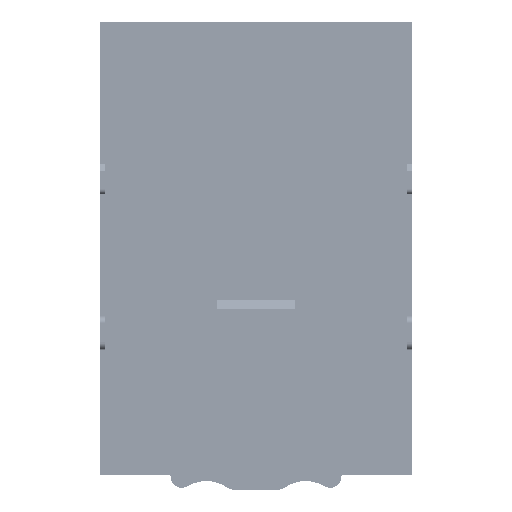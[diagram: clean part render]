
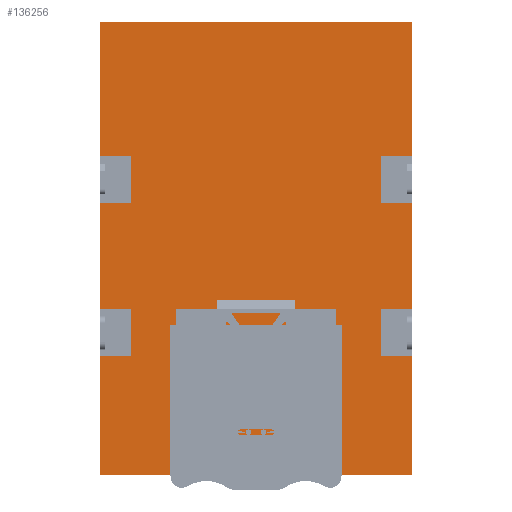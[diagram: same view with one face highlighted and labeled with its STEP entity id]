
A CAD part, left-side view. The second image highlights one B-rep face of the part: STEP entity #136256.
In plain terms, the highlighted planar face has unit normal (-1, 0, 0).
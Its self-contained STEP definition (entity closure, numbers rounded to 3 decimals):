
#16535=CARTESIAN_POINT('',(-99.8,86.3,125.2));
#16536=VERTEX_POINT('',#16535);
#16543=CARTESIAN_POINT('',(-99.8,0.0,125.2));
#16544=VERTEX_POINT('',#16543);
#16545=CARTESIAN_POINT('',(-99.8,0.0,125.2));
#16546=DIRECTION('',(0.0,1.0,0.0));
#16547=VECTOR('',#16546,86.3);
#16548=LINE('',#16545,#16547);
#16549=EDGE_CURVE('',#16544,#16536,#16548,.T.);
#121584=CARTESIAN_POINT('',(-99.8,0.0,0.0));
#121585=VERTEX_POINT('',#121584);
#121592=CARTESIAN_POINT('',(-99.8,86.3,0.0));
#121593=VERTEX_POINT('',#121592);
#121594=CARTESIAN_POINT('',(-99.8,0.0,0.0));
#121595=DIRECTION('',(0.0,1.0,0.0));
#121596=VECTOR('',#121595,86.3);
#121597=LINE('',#121594,#121596);
#121598=EDGE_CURVE('',#121585,#121593,#121597,.T.);
#135159=CARTESIAN_POINT('',(-99.8,86.3,88.2));
#135160=VERTEX_POINT('',#135159);
#135167=CARTESIAN_POINT('',(-99.8,86.3,88.2));
#135168=DIRECTION('',(0.0,0.0,1.0));
#135169=VECTOR('',#135168,37.);
#135170=LINE('',#135167,#135169);
#135171=EDGE_CURVE('',#135160,#16536,#135170,.T.);
#135208=CARTESIAN_POINT('',(-99.8,86.3,32.75));
#135209=VERTEX_POINT('',#135208);
#135210=CARTESIAN_POINT('',(-99.8,86.3,0.0));
#135211=DIRECTION('',(0.0,0.0,1.0));
#135212=VECTOR('',#135211,32.75);
#135213=LINE('',#135210,#135212);
#135214=EDGE_CURVE('',#121593,#135209,#135213,.T.);
#135282=CARTESIAN_POINT('',(-99.8,86.3,45.75));
#135283=VERTEX_POINT('',#135282);
#135290=CARTESIAN_POINT('',(-99.8,86.3,75.2));
#135291=VERTEX_POINT('',#135290);
#135292=CARTESIAN_POINT('',(-99.8,86.3,45.75));
#135293=DIRECTION('',(0.0,0.0,1.0));
#135294=VECTOR('',#135293,29.45);
#135295=LINE('',#135292,#135294);
#135296=EDGE_CURVE('',#135283,#135291,#135295,.T.);
#135559=CARTESIAN_POINT('',(-99.8,0.0,75.2));
#135560=VERTEX_POINT('',#135559);
#135567=CARTESIAN_POINT('',(-99.8,0.0,45.75));
#135568=VERTEX_POINT('',#135567);
#135569=CARTESIAN_POINT('',(-99.8,0.0,45.75));
#135570=DIRECTION('',(0.0,0.0,1.0));
#135571=VECTOR('',#135570,29.45);
#135572=LINE('',#135569,#135571);
#135573=EDGE_CURVE('',#135568,#135560,#135572,.T.);
#135641=CARTESIAN_POINT('',(-99.8,0.0,32.75));
#135642=VERTEX_POINT('',#135641);
#135649=CARTESIAN_POINT('',(-99.8,0.0,0.0));
#135650=DIRECTION('',(0.0,0.0,1.0));
#135651=VECTOR('',#135650,32.75);
#135652=LINE('',#135649,#135651);
#135653=EDGE_CURVE('',#121585,#135642,#135652,.T.);
#135690=CARTESIAN_POINT('',(-99.8,0.0,88.2));
#135691=VERTEX_POINT('',#135690);
#135692=CARTESIAN_POINT('',(-99.8,0.0,88.2));
#135693=DIRECTION('',(0.0,0.0,1.0));
#135694=VECTOR('',#135693,37.);
#135695=LINE('',#135692,#135694);
#135696=EDGE_CURVE('',#135691,#16544,#135695,.T.);
#136131=CARTESIAN_POINT('',(-99.8,0.0,0.0));
#136132=DIRECTION('',(-1.0,0.0,0.0));
#136133=DIRECTION('',(0.0,0.0,1.0));
#136134=AXIS2_PLACEMENT_3D('',#136131,#136132,#136133);
#136135=PLANE('',#136134);
#136136=CARTESIAN_POINT('',(-99.8,77.8,88.2));
#136137=VERTEX_POINT('',#136136);
#136138=CARTESIAN_POINT('',(-99.8,86.3,88.2));
#136139=DIRECTION('',(0.0,-1.0,0.0));
#136140=VECTOR('',#136139,8.5);
#136141=LINE('',#136138,#136140);
#136142=EDGE_CURVE('',#135160,#136137,#136141,.T.);
#136143=ORIENTED_EDGE('',*,*,#136142,.T.);
#136144=CARTESIAN_POINT('',(-99.8,77.8,75.2));
#136145=VERTEX_POINT('',#136144);
#136146=CARTESIAN_POINT('',(-99.8,77.8,88.2));
#136147=DIRECTION('',(0.0,0.0,-1.0));
#136148=VECTOR('',#136147,13.);
#136149=LINE('',#136146,#136148);
#136150=EDGE_CURVE('',#136137,#136145,#136149,.T.);
#136151=ORIENTED_EDGE('',*,*,#136150,.T.);
#136152=CARTESIAN_POINT('',(-99.8,77.8,75.2));
#136153=DIRECTION('',(0.0,1.0,0.0));
#136154=VECTOR('',#136153,8.5);
#136155=LINE('',#136152,#136154);
#136156=EDGE_CURVE('',#136145,#135291,#136155,.T.);
#136157=ORIENTED_EDGE('',*,*,#136156,.T.);
#136158=ORIENTED_EDGE('',*,*,#135296,.F.);
#136159=CARTESIAN_POINT('',(-99.8,77.8,45.75));
#136160=VERTEX_POINT('',#136159);
#136161=CARTESIAN_POINT('',(-99.8,86.3,45.75));
#136162=DIRECTION('',(0.0,-1.0,0.0));
#136163=VECTOR('',#136162,8.5);
#136164=LINE('',#136161,#136163);
#136165=EDGE_CURVE('',#135283,#136160,#136164,.T.);
#136166=ORIENTED_EDGE('',*,*,#136165,.T.);
#136167=CARTESIAN_POINT('',(-99.8,77.8,32.75));
#136168=VERTEX_POINT('',#136167);
#136169=CARTESIAN_POINT('',(-99.8,77.8,45.75));
#136170=DIRECTION('',(0.0,0.0,-1.0));
#136171=VECTOR('',#136170,13.0);
#136172=LINE('',#136169,#136171);
#136173=EDGE_CURVE('',#136160,#136168,#136172,.T.);
#136174=ORIENTED_EDGE('',*,*,#136173,.T.);
#136175=CARTESIAN_POINT('',(-99.8,77.8,32.75));
#136176=DIRECTION('',(0.0,1.0,0.0));
#136177=VECTOR('',#136176,8.5);
#136178=LINE('',#136175,#136177);
#136179=EDGE_CURVE('',#136168,#135209,#136178,.T.);
#136180=ORIENTED_EDGE('',*,*,#136179,.T.);
#136181=ORIENTED_EDGE('',*,*,#135214,.F.);
#136182=ORIENTED_EDGE('',*,*,#121598,.F.);
#136183=ORIENTED_EDGE('',*,*,#135653,.T.);
#136184=CARTESIAN_POINT('',(-99.8,8.5,32.75));
#136185=VERTEX_POINT('',#136184);
#136186=CARTESIAN_POINT('',(-99.8,0.0,32.75));
#136187=DIRECTION('',(0.0,1.0,0.0));
#136188=VECTOR('',#136187,8.5);
#136189=LINE('',#136186,#136188);
#136190=EDGE_CURVE('',#135642,#136185,#136189,.T.);
#136191=ORIENTED_EDGE('',*,*,#136190,.T.);
#136192=CARTESIAN_POINT('',(-99.8,8.5,45.75));
#136193=VERTEX_POINT('',#136192);
#136194=CARTESIAN_POINT('',(-99.8,8.5,32.75));
#136195=DIRECTION('',(0.0,0.0,1.0));
#136196=VECTOR('',#136195,13.);
#136197=LINE('',#136194,#136196);
#136198=EDGE_CURVE('',#136185,#136193,#136197,.T.);
#136199=ORIENTED_EDGE('',*,*,#136198,.T.);
#136200=CARTESIAN_POINT('',(-99.8,8.5,45.75));
#136201=DIRECTION('',(0.0,-1.0,0.0));
#136202=VECTOR('',#136201,8.5);
#136203=LINE('',#136200,#136202);
#136204=EDGE_CURVE('',#136193,#135568,#136203,.T.);
#136205=ORIENTED_EDGE('',*,*,#136204,.T.);
#136206=ORIENTED_EDGE('',*,*,#135573,.T.);
#136207=CARTESIAN_POINT('',(-99.8,8.5,75.2));
#136208=VERTEX_POINT('',#136207);
#136209=CARTESIAN_POINT('',(-99.8,0.0,75.2));
#136210=DIRECTION('',(0.0,1.0,0.0));
#136211=VECTOR('',#136210,8.5);
#136212=LINE('',#136209,#136211);
#136213=EDGE_CURVE('',#135560,#136208,#136212,.T.);
#136214=ORIENTED_EDGE('',*,*,#136213,.T.);
#136215=CARTESIAN_POINT('',(-99.8,8.5,88.2));
#136216=VERTEX_POINT('',#136215);
#136217=CARTESIAN_POINT('',(-99.8,8.5,75.2));
#136218=DIRECTION('',(0.0,0.0,1.0));
#136219=VECTOR('',#136218,13.);
#136220=LINE('',#136217,#136219);
#136221=EDGE_CURVE('',#136208,#136216,#136220,.T.);
#136222=ORIENTED_EDGE('',*,*,#136221,.T.);
#136223=CARTESIAN_POINT('',(-99.8,8.5,88.2));
#136224=DIRECTION('',(0.0,-1.0,0.0));
#136225=VECTOR('',#136224,8.5);
#136226=LINE('',#136223,#136225);
#136227=EDGE_CURVE('',#136216,#135691,#136226,.T.);
#136228=ORIENTED_EDGE('',*,*,#136227,.T.);
#136229=ORIENTED_EDGE('',*,*,#135696,.T.);
#136230=ORIENTED_EDGE('',*,*,#16549,.T.);
#136231=ORIENTED_EDGE('',*,*,#135171,.F.);
#136232=EDGE_LOOP('',(#136143,#136151,#136157,#136158,#136166,#136174,#136180,#136181,#136182,#136183,#136191,#136199,#136205,#136206,#136214,#136222,#136228,#136229,#136230,#136231));
#136233=FACE_OUTER_BOUND('',#136232,.T.);
#136234=CARTESIAN_POINT('',(-99.8,29.15,26.0));
#136235=VERTEX_POINT('',#136234);
#136236=CARTESIAN_POINT('',(-99.8,29.15,24.5));
#136237=DIRECTION('',(1.0,0.0,0.0));
#136238=DIRECTION('',(0.0,0.0,-1.0));
#136239=AXIS2_PLACEMENT_3D('',#136236,#136237,#136238);
#136240=CIRCLE('',#136239,1.5);
#136241=EDGE_CURVE('',#136235,#136235,#136240,.T.);
#136242=ORIENTED_EDGE('',*,*,#136241,.T.);
#136243=EDGE_LOOP('',(#136242));
#136244=FACE_BOUND('',#136243,.T.);
#136245=CARTESIAN_POINT('',(-99.8,57.15,26.0));
#136246=VERTEX_POINT('',#136245);
#136247=CARTESIAN_POINT('',(-99.8,57.15,24.5));
#136248=DIRECTION('',(1.0,0.0,0.0));
#136249=DIRECTION('',(0.0,0.0,-1.0));
#136250=AXIS2_PLACEMENT_3D('',#136247,#136248,#136249);
#136251=CIRCLE('',#136250,1.5);
#136252=EDGE_CURVE('',#136246,#136246,#136251,.T.);
#136253=ORIENTED_EDGE('',*,*,#136252,.T.);
#136254=EDGE_LOOP('',(#136253));
#136255=FACE_BOUND('',#136254,.T.);
#136256=ADVANCED_FACE('',(#136233,#136244,#136255),#136135,.T.);
